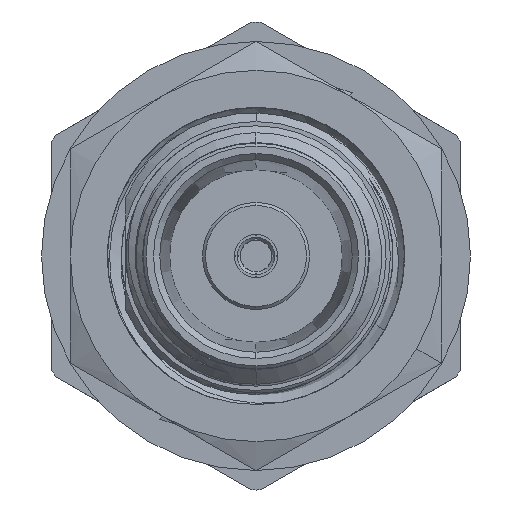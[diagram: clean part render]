
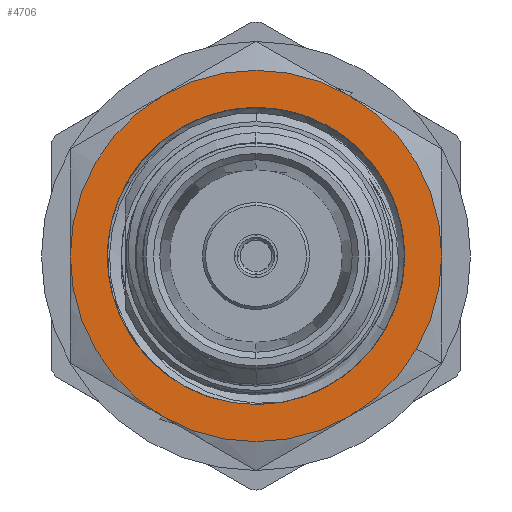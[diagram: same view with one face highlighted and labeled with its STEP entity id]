
A CAD part, left-side view. The second image highlights one B-rep face of the part: STEP entity #4706.
In plain terms, the highlighted planar face has unit normal (-1, 0, 0).
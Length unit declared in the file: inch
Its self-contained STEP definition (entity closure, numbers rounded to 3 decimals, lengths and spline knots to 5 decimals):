
#415 = EDGE_CURVE ( 'NONE', #14553, #16949, #12199, .T. ) ;
#691 = FACE_BOUND ( 'NONE', #10056, .T. ) ;
#820 = CARTESIAN_POINT ( 'NONE',  ( 0.439, -0.15625, -0.27063 ) ) ;
#891 = DIRECTION ( 'NONE',  ( 0., -0.866, -0.5 ) ) ;
#961 = ORIENTED_EDGE ( 'NONE', *, *, #13859, .T. ) ;
#1583 = DIRECTION ( 'NONE',  ( 0., -0.866, -0.5 ) ) ;
#2032 = EDGE_CURVE ( 'NONE', #6272, #5666, #6956, .T. ) ;
#2275 = CARTESIAN_POINT ( 'NONE',  ( 0.439, 0., 0. ) ) ;
#2276 = CARTESIAN_POINT ( 'NONE',  ( 0.439, 0.15625, -0.27063 ) ) ;
#2460 = CARTESIAN_POINT ( 'NONE',  ( 0.439, 0., 0. ) ) ;
#2721 = CARTESIAN_POINT ( 'NONE',  ( 0.439, -0.3125, 0. ) ) ;
#3083 = CARTESIAN_POINT ( 'NONE',  ( 0.439, 0., 0. ) ) ;
#3522 = AXIS2_PLACEMENT_3D ( 'NONE', #14533, #15935, #891 ) ;
#3561 = DIRECTION ( 'NONE',  ( -1., 0., 0. ) ) ;
#3776 = AXIS2_PLACEMENT_3D ( 'NONE', #4517, #14192, #7341 ) ;
#4245 = EDGE_CURVE ( 'NONE', #16949, #6272, #8879, .T. ) ;
#4280 = CIRCLE ( 'NONE', #11087, 0.3125 ) ;
#4517 = CARTESIAN_POINT ( 'NONE',  ( 0.439, 0., 0. ) ) ;
#4706 = ADVANCED_FACE ( 'NONE', ( #691, #7566 ), #10058, .T. ) ;
#4837 = DIRECTION ( 'NONE',  ( -1., 0., 0. ) ) ;
#5040 = AXIS2_PLACEMENT_3D ( 'NONE', #9222, #3561, #7646 ) ;
#5078 = CIRCLE ( 'NONE', #12150, 0.25 ) ;
#5178 = CARTESIAN_POINT ( 'NONE',  ( 0.439, 0.24015, -0.06947 ) ) ;
#5219 = CIRCLE ( 'NONE', #5040, 0.3125 ) ;
#5552 = EDGE_LOOP ( 'NONE', ( #10246, #8912, #6673, #961, #12296, #9882, #7105 ) ) ;
#5666 = VERTEX_POINT ( 'NONE', #9343 ) ;
#5678 = CARTESIAN_POINT ( 'NONE',  ( 0.439, 0.3125, 0. ) ) ;
#6272 = VERTEX_POINT ( 'NONE', #2721 ) ;
#6506 = CARTESIAN_POINT ( 'NONE',  ( 0.439, 0., 0. ) ) ;
#6666 = DIRECTION ( 'NONE',  ( 0., -0.866, -0.5 ) ) ;
#6673 = ORIENTED_EDGE ( 'NONE', *, *, #2032, .T. ) ;
#6956 = CIRCLE ( 'NONE', #3522, 0.3125 ) ;
#7089 = VERTEX_POINT ( 'NONE', #17837 ) ;
#7105 = ORIENTED_EDGE ( 'NONE', *, *, #10562, .T. ) ;
#7259 = CARTESIAN_POINT ( 'NONE',  ( 0.439, 0., 0. ) ) ;
#7263 = EDGE_CURVE ( 'NONE', #7089, #9978, #5078, .T. ) ;
#7341 = DIRECTION ( 'NONE',  ( 0., -0.866, -0.5 ) ) ;
#7566 = FACE_OUTER_BOUND ( 'NONE', #5552, .T. ) ;
#7646 = DIRECTION ( 'NONE',  ( 0., -0.866, -0.5 ) ) ;
#8108 = CARTESIAN_POINT ( 'NONE',  ( 0.439, 0.15625, 0.27063 ) ) ;
#8110 = ORIENTED_EDGE ( 'NONE', *, *, #12611, .F. ) ;
#8242 = ORIENTED_EDGE ( 'NONE', *, *, #7263, .F. ) ;
#8256 = VERTEX_POINT ( 'NONE', #5678 ) ;
#8473 = CARTESIAN_POINT ( 'NONE',  ( 0.439, 0., 0. ) ) ;
#8879 = CIRCLE ( 'NONE', #11863, 0.3125 ) ;
#8912 = ORIENTED_EDGE ( 'NONE', *, *, #4245, .T. ) ;
#9222 = CARTESIAN_POINT ( 'NONE',  ( 0.439, 0., 0. ) ) ;
#9343 = CARTESIAN_POINT ( 'NONE',  ( 0.439, -0.15625, 0.27063 ) ) ;
#9622 = CARTESIAN_POINT ( 'NONE',  ( 0.439, -0.27063, -0.15625 ) ) ;
#9882 = ORIENTED_EDGE ( 'NONE', *, *, #13042, .T. ) ;
#9978 = VERTEX_POINT ( 'NONE', #5178 ) ;
#10056 = EDGE_LOOP ( 'NONE', ( #8242, #8110 ) ) ;
#10058 = PLANE ( 'NONE',  #17064 ) ;
#10246 = ORIENTED_EDGE ( 'NONE', *, *, #415, .T. ) ;
#10392 = CIRCLE ( 'NONE', #17280, 0.3125 ) ;
#10562 = EDGE_CURVE ( 'NONE', #11840, #14553, #5219, .T. ) ;
#11087 = AXIS2_PLACEMENT_3D ( 'NONE', #7259, #11490, #15579 ) ;
#11198 = DIRECTION ( 'NONE',  ( 0., -0.866, -0.5 ) ) ;
#11316 = DIRECTION ( 'NONE',  ( -1., 0., 0. ) ) ;
#11490 = DIRECTION ( 'NONE',  ( -1., 0., 0. ) ) ;
#11777 = DIRECTION ( 'NONE',  ( 0., -0.866, -0.5 ) ) ;
#11840 = VERTEX_POINT ( 'NONE', #2276 ) ;
#11863 = AXIS2_PLACEMENT_3D ( 'NONE', #2275, #13152, #11777 ) ;
#12150 = AXIS2_PLACEMENT_3D ( 'NONE', #6506, #17477, #6666 ) ;
#12199 = CIRCLE ( 'NONE', #15634, 0.3125 ) ;
#12273 = VERTEX_POINT ( 'NONE', #8108 ) ;
#12296 = ORIENTED_EDGE ( 'NONE', *, *, #17203, .T. ) ;
#12431 = AXIS2_PLACEMENT_3D ( 'NONE', #2460, #14840, #17459 ) ;
#12611 = EDGE_CURVE ( 'NONE', #9978, #7089, #16642, .T. ) ;
#13042 = EDGE_CURVE ( 'NONE', #8256, #11840, #10392, .T. ) ;
#13152 = DIRECTION ( 'NONE',  ( -1., 0., 0. ) ) ;
#13859 = EDGE_CURVE ( 'NONE', #5666, #12273, #17496, .T. ) ;
#13959 = DIRECTION ( 'NONE',  ( -1., 0., 0. ) ) ;
#14192 = DIRECTION ( 'NONE',  ( -1., 0., 0. ) ) ;
#14533 = CARTESIAN_POINT ( 'NONE',  ( 0.439, 0., 0. ) ) ;
#14553 = VERTEX_POINT ( 'NONE', #820 ) ;
#14840 = DIRECTION ( 'NONE',  ( -1., 0., 0. ) ) ;
#15579 = DIRECTION ( 'NONE',  ( 0., -0.866, -0.5 ) ) ;
#15614 = CARTESIAN_POINT ( 'NONE',  ( 0.439, 0., 0. ) ) ;
#15634 = AXIS2_PLACEMENT_3D ( 'NONE', #15614, #4837, #17178 ) ;
#15935 = DIRECTION ( 'NONE',  ( -1., 0., 0. ) ) ;
#16642 = CIRCLE ( 'NONE', #3776, 0.25 ) ;
#16949 = VERTEX_POINT ( 'NONE', #9622 ) ;
#17064 = AXIS2_PLACEMENT_3D ( 'NONE', #8473, #11316, #11198 ) ;
#17178 = DIRECTION ( 'NONE',  ( 0., -0.866, -0.5 ) ) ;
#17203 = EDGE_CURVE ( 'NONE', #12273, #8256, #4280, .T. ) ;
#17280 = AXIS2_PLACEMENT_3D ( 'NONE', #3083, #13959, #1583 ) ;
#17459 = DIRECTION ( 'NONE',  ( 0., -0.866, -0.5 ) ) ;
#17477 = DIRECTION ( 'NONE',  ( -1., 0., 0. ) ) ;
#17496 = CIRCLE ( 'NONE', #12431, 0.3125 ) ;
#17837 = CARTESIAN_POINT ( 'NONE',  ( 0.439, 0.12069, -0.21894 ) ) ;
